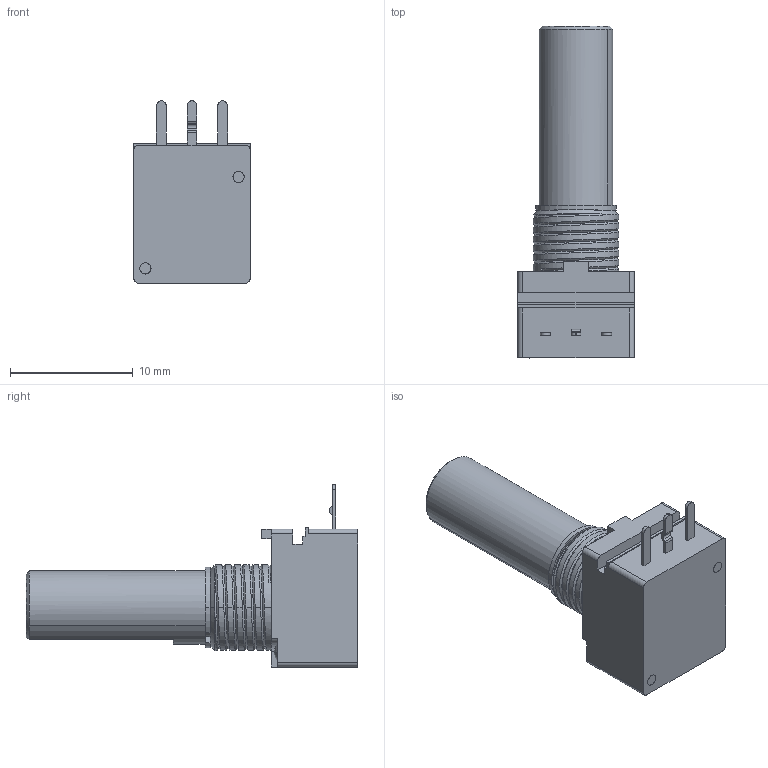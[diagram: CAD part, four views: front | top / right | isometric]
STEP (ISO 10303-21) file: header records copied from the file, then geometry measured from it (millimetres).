
FILE_DESCRIPTION (( 'STEP AP214' ), '1' );
FILE_NAME ('P091N-FC20.STEP', '2019-10-10T13:36:25', ( '' ), ( '' ), 'SwSTEP 2.0', 'SolidWorks 2018', '' );
FILE_SCHEMA (( 'AUTOMOTIVE_DESIGN' ));
Length unit declared in the file: inch
Products named in the file (1): P091N-FC20
Bounding box: 9.5 x 27.05 x 14.85 mm (x, y, z)
Volume: 1287 mm3; surface area: 1179.6 mm2
Topology: 1 solids, 1 shells, 136 faces, 341 edges, 216 vertices
Faces by surface type: plane 71, cylinder 46, cone 10, bspline 5, sphere 4
Entity records: 7204 total; most frequent: CARTESIAN_POINT 2174, ORIENTED_EDGE 682, DIRECTION 658, EDGE_CURVE 341, AXIS2_PLACEMENT_3D 231, VERTEX_POINT 216, LINE 196, VECTOR 196
